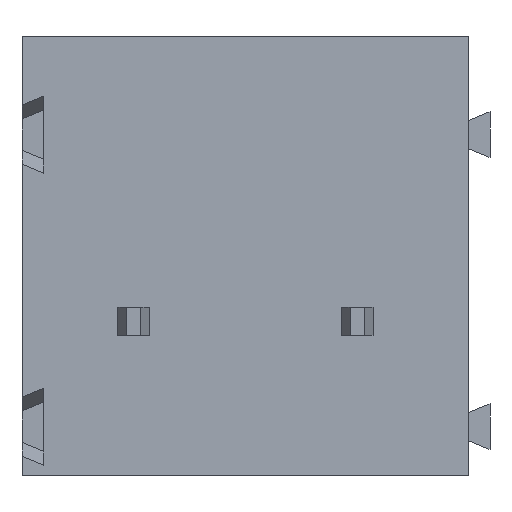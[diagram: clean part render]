
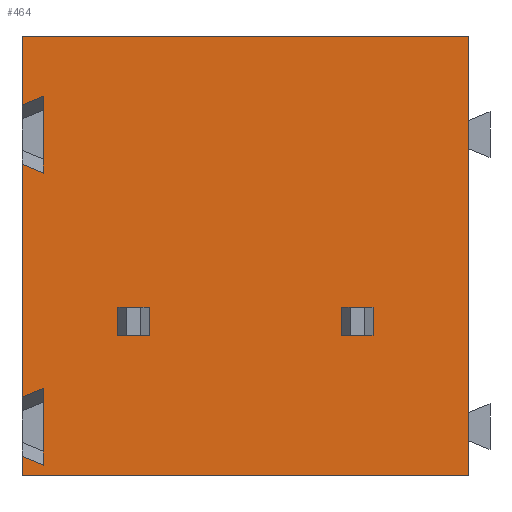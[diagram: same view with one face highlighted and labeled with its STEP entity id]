
A CAD part, front view. The second image highlights one B-rep face of the part: STEP entity #464.
In plain terms, the highlighted planar face has unit normal (0, -1, 0).
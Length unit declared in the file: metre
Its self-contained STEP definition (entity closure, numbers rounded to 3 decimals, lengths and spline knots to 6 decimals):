
#464=ADVANCED_FACE('',(#984,#985,#986),#987,.T.);
#984=FACE_BOUND('',#1555,.T.);
#985=FACE_BOUND('',#1556,.T.);
#986=FACE_OUTER_BOUND('',#1557,.T.);
#987=PLANE('',#1558);
#1555=EDGE_LOOP('',(#2907,#2908,#2909,#2910));
#1556=EDGE_LOOP('',(#2911,#2912,#2913,#2914));
#1557=EDGE_LOOP('',(#2915,#2916,#2917,#2918,#2919,#2920,#2921,#2922,#2923,#2924,#2925,#2926));
#1558=AXIS2_PLACEMENT_3D('',#2927,#2928,#2929);
#2907=ORIENTED_EDGE('',*,*,#3914,.T.);
#2908=ORIENTED_EDGE('',*,*,#3915,.F.);
#2909=ORIENTED_EDGE('',*,*,#3737,.F.);
#2910=ORIENTED_EDGE('',*,*,#3748,.F.);
#2911=ORIENTED_EDGE('',*,*,#3474,.F.);
#2912=ORIENTED_EDGE('',*,*,#3916,.F.);
#2913=ORIENTED_EDGE('',*,*,#3621,.T.);
#2914=ORIENTED_EDGE('',*,*,#3757,.F.);
#2915=ORIENTED_EDGE('',*,*,#3668,.F.);
#2916=ORIENTED_EDGE('',*,*,#3917,.T.);
#2917=ORIENTED_EDGE('',*,*,#3434,.T.);
#2918=ORIENTED_EDGE('',*,*,#3802,.F.);
#2919=ORIENTED_EDGE('',*,*,#3918,.T.);
#2920=ORIENTED_EDGE('',*,*,#3845,.F.);
#2921=ORIENTED_EDGE('',*,*,#3910,.T.);
#2922=ORIENTED_EDGE('',*,*,#3798,.F.);
#2923=ORIENTED_EDGE('',*,*,#3919,.T.);
#2924=ORIENTED_EDGE('',*,*,#3470,.T.);
#2925=ORIENTED_EDGE('',*,*,#3638,.T.);
#2926=ORIENTED_EDGE('',*,*,#3807,.F.);
#2927=CARTESIAN_POINT('',(0.026975,0.,0.));
#2928=DIRECTION('',(0.,-1.0,0.));
#2929=DIRECTION('',(0.0,0.,-1.0));
#3434=EDGE_CURVE('',#4135,#4136,#4137,.T.);
#3470=EDGE_CURVE('',#4196,#4194,#4197,.T.);
#3474=EDGE_CURVE('',#4200,#4203,#4204,.T.);
#3621=EDGE_CURVE('',#4446,#4447,#4448,.T.);
#3638=EDGE_CURVE('',#4194,#4470,#4472,.T.);
#3668=EDGE_CURVE('',#4519,#4521,#4522,.T.);
#3737=EDGE_CURVE('',#4621,#4624,#4625,.T.);
#3748=EDGE_CURVE('',#4638,#4621,#4640,.T.);
#3757=EDGE_CURVE('',#4203,#4447,#4649,.T.);
#3798=EDGE_CURVE('',#4704,#4706,#4707,.T.);
#3802=EDGE_CURVE('',#4711,#4136,#4713,.T.);
#3807=EDGE_CURVE('',#4521,#4470,#4720,.T.);
#3845=EDGE_CURVE('',#4767,#4769,#4770,.T.);
#3910=EDGE_CURVE('',#4767,#4706,#4849,.T.);
#3914=EDGE_CURVE('',#4638,#4853,#4854,.T.);
#3915=EDGE_CURVE('',#4624,#4853,#4855,.T.);
#3916=EDGE_CURVE('',#4446,#4200,#4856,.T.);
#3917=EDGE_CURVE('',#4519,#4135,#4857,.T.);
#3918=EDGE_CURVE('',#4711,#4769,#4858,.T.);
#3919=EDGE_CURVE('',#4704,#4196,#4859,.T.);
#4135=VERTEX_POINT('',#5140);
#4136=VERTEX_POINT('',#5141);
#4137=LINE('',#5142,#5143);
#4194=VERTEX_POINT('',#5227);
#4196=VERTEX_POINT('',#5230);
#4197=LINE('',#5231,#5232);
#4200=VERTEX_POINT('',#5236);
#4203=VERTEX_POINT('',#5240);
#4204=LINE('',#5241,#5242);
#4446=VERTEX_POINT('',#5592);
#4447=VERTEX_POINT('',#5593);
#4448=LINE('',#5594,#5595);
#4470=VERTEX_POINT('',#5626);
#4472=LINE('',#5629,#5630);
#4519=VERTEX_POINT('',#5696);
#4521=VERTEX_POINT('',#5699);
#4522=LINE('',#5700,#5701);
#4621=VERTEX_POINT('',#5849);
#4624=VERTEX_POINT('',#5853);
#4625=LINE('',#5854,#5855);
#4638=VERTEX_POINT('',#5874);
#4640=LINE('',#5877,#5878);
#4649=LINE('',#5890,#5891);
#4704=VERTEX_POINT('',#5971);
#4706=VERTEX_POINT('',#5974);
#4707=LINE('',#5975,#5976);
#4711=VERTEX_POINT('',#5982);
#4713=LINE('',#5985,#5986);
#4720=LINE('',#5997,#5998);
#4767=VERTEX_POINT('',#6065);
#4769=VERTEX_POINT('',#6068);
#4770=LINE('',#6069,#6070);
#4849=LINE('',#6187,#6188);
#4853=VERTEX_POINT('',#6193);
#4854=LINE('',#6194,#6195);
#4855=LINE('',#6196,#6197);
#4856=LINE('',#6198,#6199);
#4857=LINE('',#6200,#6201);
#4858=LINE('',#6202,#6203);
#4859=LINE('',#6204,#6205);
#5140=CARTESIAN_POINT('',(0.0127,0.,0.));
#5141=CARTESIAN_POINT('',(0.,0.,0.));
#5142=CARTESIAN_POINT('',(0.026975,0.,0.));
#5143=VECTOR('',#6382,1.0);
#5227=CARTESIAN_POINT('',(0.0006,0.,-0.012194));
#5230=CARTESIAN_POINT('',(0.0006,0.,-0.010006));
#5231=CARTESIAN_POINT('',(0.0006,0.,0.));
#5232=VECTOR('',#6411,1.0);
#5236=CARTESIAN_POINT('',(0.002725,0.,-0.0077));
#5240=CARTESIAN_POINT('',(0.002725,0.,-0.0085));
#5241=CARTESIAN_POINT('',(0.002725,0.,-0.0083));
#5242=VECTOR('',#6414,1.0);
#5592=CARTESIAN_POINT('',(0.003625,0.,-0.0077));
#5593=CARTESIAN_POINT('',(0.003625,0.,-0.0085));
#5594=CARTESIAN_POINT('',(0.003625,0.,-0.0083));
#5595=VECTOR('',#6556,1.0);
#5626=CARTESIAN_POINT('',(0.,0.,-0.011944));
#5629=CARTESIAN_POINT('',(0.020105,0.,-0.020313));
#5630=VECTOR('',#6573,1.0);
#5696=CARTESIAN_POINT('',(0.0127,0.,-0.0125));
#5699=CARTESIAN_POINT('',(0.,0.,-0.0125));
#5700=CARTESIAN_POINT('',(0.026975,0.,-0.0125));
#5701=VECTOR('',#6609,1.0);
#5849=CARTESIAN_POINT('',(0.009075,0.,-0.0077));
#5853=CARTESIAN_POINT('',(0.009075,0.,-0.0085));
#5854=CARTESIAN_POINT('',(0.009075,0.,-0.0083));
#5855=VECTOR('',#6663,1.0);
#5874=CARTESIAN_POINT('',(0.009975,0.,-0.0077));
#5877=CARTESIAN_POINT('',(0.009525,0.,-0.0077));
#5878=VECTOR('',#6671,1.0);
#5890=CARTESIAN_POINT('',(0.003175,0.,-0.0085));
#5891=VECTOR('',#6681,1.0);
#5971=CARTESIAN_POINT('',(0.,0.,-0.010256));
#5974=CARTESIAN_POINT('',(0.,0.,-0.003644));
#5975=CARTESIAN_POINT('',(0.,0.,0.));
#5976=VECTOR('',#6714,1.0);
#5982=CARTESIAN_POINT('',(0.,0.,-0.001956));
#5985=CARTESIAN_POINT('',(0.,0.,0.));
#5986=VECTOR('',#6718,1.0);
#5997=CARTESIAN_POINT('',(0.,0.,0.));
#5998=VECTOR('',#6723,1.0);
#6065=CARTESIAN_POINT('',(0.0006,0.,-0.003894));
#6068=CARTESIAN_POINT('',(0.0006,0.,-0.001706));
#6069=CARTESIAN_POINT('',(0.0006,0.,-0.0021));
#6070=VECTOR('',#6751,1.0);
#6187=CARTESIAN_POINT('',(0.023049,0.,-0.013239));
#6188=VECTOR('',#6793,1.0);
#6193=CARTESIAN_POINT('',(0.009975,0.,-0.0085));
#6194=CARTESIAN_POINT('',(0.009975,0.,-0.0083));
#6195=VECTOR('',#6795,1.0);
#6196=CARTESIAN_POINT('',(0.009525,0.,-0.0085));
#6197=VECTOR('',#6796,1.0);
#6198=CARTESIAN_POINT('',(0.003175,0.,-0.0077));
#6199=VECTOR('',#6797,1.0);
#6200=CARTESIAN_POINT('',(0.0127,0.,0.));
#6201=VECTOR('',#6798,1.0);
#6202=CARTESIAN_POINT('',(0.025036,0.,0.008466));
#6203=VECTOR('',#6799,1.0);
#6204=CARTESIAN_POINT('',(0.027981,0.,0.001392));
#6205=VECTOR('',#6800,1.0);
#6382=DIRECTION('',(-1.0,0.,0.));
#6411=DIRECTION('',(0.,0.,-1.0));
#6414=DIRECTION('',(0.,0.,-1.0));
#6556=DIRECTION('',(0.,0.,-1.0));
#6573=DIRECTION('',(-0.923,0.,0.384));
#6609=DIRECTION('',(-1.0,0.,0.));
#6663=DIRECTION('',(0.,0.,-1.0));
#6671=DIRECTION('',(-1.0,0.,0.));
#6681=DIRECTION('',(1.0,0.,0.));
#6714=DIRECTION('',(0.,0.,1.0));
#6718=DIRECTION('',(0.,0.,1.0));
#6723=DIRECTION('',(0.,0.,1.0));
#6751=DIRECTION('',(0.,0.,1.0));
#6793=DIRECTION('',(-0.923,0.,0.384));
#6795=DIRECTION('',(0.,0.,-1.0));
#6796=DIRECTION('',(1.0,0.,0.));
#6797=DIRECTION('',(-1.0,0.,0.));
#6798=DIRECTION('',(0.,0.,1.0));
#6799=DIRECTION('',(0.923,0.,0.384));
#6800=DIRECTION('',(0.923,0.,0.384));
